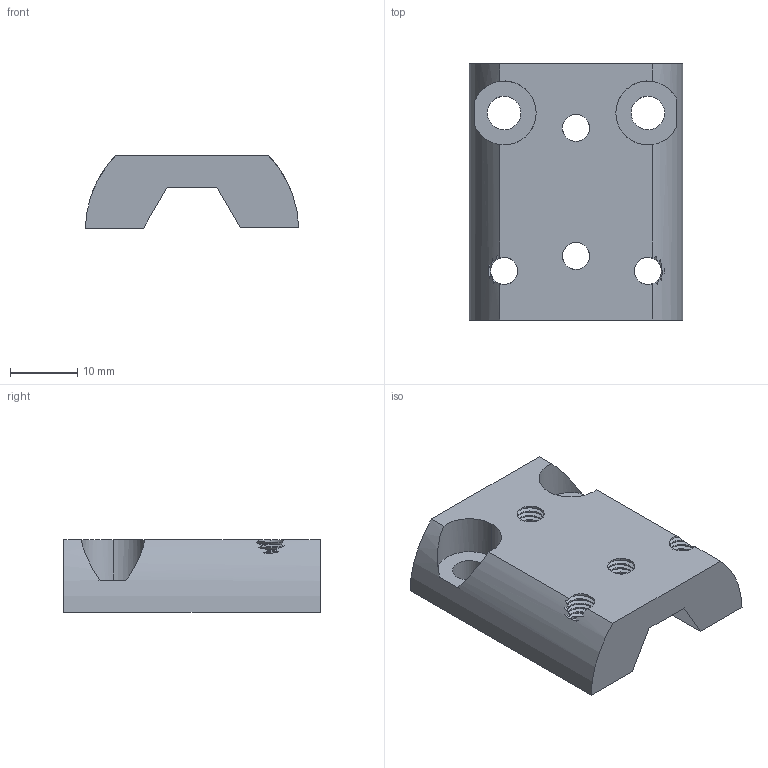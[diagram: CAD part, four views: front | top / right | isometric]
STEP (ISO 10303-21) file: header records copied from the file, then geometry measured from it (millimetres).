
FILE_DESCRIPTION (( 'STEP AP214' ), '1' );
FILE_NAME ('4400-23-P-0419 (4 piezas MS).STEP', '2023-02-25T05:05:01', ( '' ), ( '' ), 'SwSTEP 2.0', 'SolidWorks 2022', '' );
FILE_SCHEMA (( 'AUTOMOTIVE_DESIGN' ));
Length unit declared in the file: inch
Products named in the file (1): 4400-23-P-0419 (4 piezas MS)
Bounding box: 31.74 x 38.1 x 10.82 mm (x, y, z)
Volume: 7926.5 mm3; surface area: 4566.3 mm2
Topology: 1 solids, 1 shells, 125 faces, 367 edges, 242 vertices
Faces by surface type: cylinder 90, bspline 22, plane 13
Entity records: 18058 total; most frequent: CARTESIAN_POINT 15417, ORIENTED_EDGE 734, EDGE_CURVE 367, DIRECTION 345, VERTEX_POINT 242, EDGE_LOOP 135, ADVANCED_FACE 125, FACE_OUTER_BOUND 125
